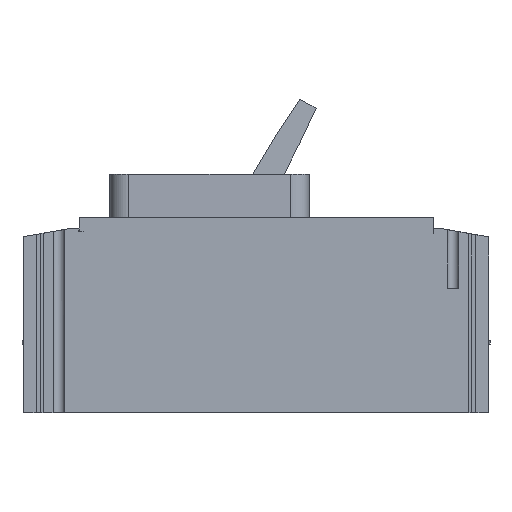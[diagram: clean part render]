
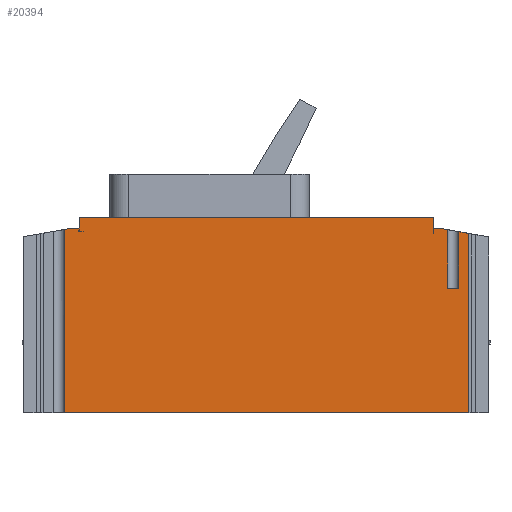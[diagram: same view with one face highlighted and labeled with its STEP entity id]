
A CAD part, left-side view. The second image highlights one B-rep face of the part: STEP entity #20394.
In plain terms, the highlighted planar face has unit normal (-1, 0, 0).
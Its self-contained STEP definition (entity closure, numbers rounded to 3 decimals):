
#59=DIRECTION('',(0.,0.,-1.));
#60=VECTOR('',#59,8.4);
#61=CARTESIAN_POINT('',(-60.,29.8,105.));
#62=LINE('',#61,#60);
#66=DIRECTION('',(0.,-1.,0.));
#67=VECTOR('',#66,0.3);
#68=CARTESIAN_POINT('',(-60.,29.8,96.6));
#69=LINE('',#68,#67);
#73=DIRECTION('',(0.,0.,1.));
#74=VECTOR('',#73,2.4);
#75=CARTESIAN_POINT('',(-60.,29.5,96.6));
#76=LINE('',#75,#74);
#80=DIRECTION('',(0.,-1.,0.));
#81=VECTOR('',#80,4.5);
#82=CARTESIAN_POINT('',(-60.,29.5,99.));
#83=LINE('',#82,#81);
#87=DIRECTION('',(0.,-0.985,-0.173));
#88=VECTOR('',#87,3.046);
#89=CARTESIAN_POINT('',(-60.,25.,99.));
#90=LINE('',#89,#88);
#94=DIRECTION('',(0.,0.,1.));
#95=VECTOR('',#94,31.472);
#96=CARTESIAN_POINT('',(-60.,22.,67.));
#97=LINE('',#96,#95);
#101=DIRECTION('',(0.,1.,0.));
#102=VECTOR('',#101,6.);
#103=CARTESIAN_POINT('',(-60.,16.,67.));
#104=LINE('',#103,#102);
#108=DIRECTION('',(0.,0.,1.));
#109=VECTOR('',#108,30.416);
#110=CARTESIAN_POINT('',(-60.,16.,67.));
#111=LINE('',#110,#109);
#115=DIRECTION('',(0.,-0.985,-0.173));
#116=VECTOR('',#115,5.382);
#117=CARTESIAN_POINT('',(-60.,16.,97.416));
#118=LINE('',#117,#116);
#122=DIRECTION('',(0.,0.,-1.));
#123=VECTOR('',#122,96.482);
#124=CARTESIAN_POINT('',(-60.,10.7,96.482));
#125=LINE('',#124,#123);
#129=DIRECTION('',(0.,1.,0.));
#130=VECTOR('',#129,217.2);
#131=CARTESIAN_POINT('',(-60.,10.7,0.));
#132=LINE('',#131,#130);
#136=DIRECTION('',(0.,0.,1.));
#137=VECTOR('',#136,98.588);
#138=CARTESIAN_POINT('',(-60.,227.9,0.));
#139=LINE('',#138,#137);
#143=DIRECTION('',(0.,-0.985,0.174));
#144=VECTOR('',#143,2.945);
#145=CARTESIAN_POINT('',(-60.,227.9,98.588));
#146=LINE('',#145,#144);
#150=DIRECTION('',(0.,-1.,0.));
#151=VECTOR('',#150,4.8);
#152=CARTESIAN_POINT('',(-60.,225.,99.1));
#153=LINE('',#152,#151);
#157=DIRECTION('',(0.,0.,-1.));
#158=VECTOR('',#157,1.6);
#159=CARTESIAN_POINT('',(-60.,220.2,99.1));
#160=LINE('',#159,#158);
#164=DIRECTION('',(0.,-1.,0.));
#165=VECTOR('',#164,2.2);
#166=CARTESIAN_POINT('',(-60.,220.2,97.5));
#167=LINE('',#166,#165);
#171=DIRECTION('',(0.,0.,1.));
#172=VECTOR('',#171,0.2);
#173=CARTESIAN_POINT('',(-60.,218.,97.5));
#174=LINE('',#173,#172);
#178=DIRECTION('',(0.,1.,0.));
#179=VECTOR('',#178,2.);
#180=CARTESIAN_POINT('',(-60.,218.,97.7));
#181=LINE('',#180,#179);
#185=DIRECTION('',(0.,0.,1.));
#186=VECTOR('',#185,7.3);
#187=CARTESIAN_POINT('',(-60.,220.,97.7));
#188=LINE('',#187,#186);
#11493=DIRECTION('',(0.,1.,0.));
#11494=VECTOR('',#11493,190.2);
#11495=CARTESIAN_POINT('',(-60.,29.8,105.));
#11496=LINE('',#11495,#11494);
#17276=CARTESIAN_POINT('',(-60.,225.,99.1));
#17277=CARTESIAN_POINT('',(-60.,220.2,99.1));
#17278=VERTEX_POINT('',#17276);
#17279=VERTEX_POINT('',#17277);
#17280=CARTESIAN_POINT('',(-60.,220.2,97.5));
#17281=VERTEX_POINT('',#17280);
#17282=CARTESIAN_POINT('',(-60.,218.,97.5));
#17283=VERTEX_POINT('',#17282);
#17284=CARTESIAN_POINT('',(-60.,218.,97.7));
#17285=VERTEX_POINT('',#17284);
#17286=CARTESIAN_POINT('',(-60.,220.,97.7));
#17287=VERTEX_POINT('',#17286);
#17288=CARTESIAN_POINT('',(-60.,220.,105.));
#17289=VERTEX_POINT('',#17288);
#17290=CARTESIAN_POINT('',(-60.,29.8,105.));
#17291=CARTESIAN_POINT('',(-60.,29.8,96.6));
#17292=VERTEX_POINT('',#17290);
#17293=VERTEX_POINT('',#17291);
#17294=CARTESIAN_POINT('',(-60.,29.5,96.6));
#17295=VERTEX_POINT('',#17294);
#17296=CARTESIAN_POINT('',(-60.,29.5,99.));
#17297=VERTEX_POINT('',#17296);
#17298=CARTESIAN_POINT('',(-60.,25.,99.));
#17299=VERTEX_POINT('',#17298);
#17328=CARTESIAN_POINT('',(-60.,227.9,0.));
#17329=CARTESIAN_POINT('',(-60.,227.9,98.588));
#17330=VERTEX_POINT('',#17328);
#17331=VERTEX_POINT('',#17329);
#17336=CARTESIAN_POINT('',(-60.,10.7,96.482));
#17337=CARTESIAN_POINT('',(-60.,10.7,0.));
#17338=VERTEX_POINT('',#17336);
#17339=VERTEX_POINT('',#17337);
#19064=CARTESIAN_POINT('',(-60.,16.,67.));
#19065=CARTESIAN_POINT('',(-60.,22.,67.));
#19066=VERTEX_POINT('',#19064);
#19067=VERTEX_POINT('',#19065);
#19068=CARTESIAN_POINT('',(-60.,22.,98.472));
#19069=VERTEX_POINT('',#19068);
#19070=CARTESIAN_POINT('',(-60.,16.,97.416));
#19071=VERTEX_POINT('',#19070);
#20347=CARTESIAN_POINT('',(-60.,0.,0.));
#20348=DIRECTION('',(1.,0.,0.));
#20349=DIRECTION('',(0.,0.,-1.));
#20350=AXIS2_PLACEMENT_3D('',#20347,#20348,#20349);
#20351=PLANE('',#20350);
#20353=ORIENTED_EDGE('',*,*,#20352,.F.);
#20355=ORIENTED_EDGE('',*,*,#20354,.T.);
#20357=ORIENTED_EDGE('',*,*,#20356,.T.);
#20359=ORIENTED_EDGE('',*,*,#20358,.T.);
#20361=ORIENTED_EDGE('',*,*,#20360,.T.);
#20363=ORIENTED_EDGE('',*,*,#20362,.T.);
#20365=ORIENTED_EDGE('',*,*,#20364,.F.);
#20367=ORIENTED_EDGE('',*,*,#20366,.F.);
#20369=ORIENTED_EDGE('',*,*,#20368,.T.);
#20371=ORIENTED_EDGE('',*,*,#20370,.T.);
#20373=ORIENTED_EDGE('',*,*,#20372,.T.);
#20375=ORIENTED_EDGE('',*,*,#20374,.T.);
#20377=ORIENTED_EDGE('',*,*,#20376,.T.);
#20379=ORIENTED_EDGE('',*,*,#20378,.T.);
#20381=ORIENTED_EDGE('',*,*,#20380,.T.);
#20383=ORIENTED_EDGE('',*,*,#20382,.T.);
#20385=ORIENTED_EDGE('',*,*,#20384,.T.);
#20387=ORIENTED_EDGE('',*,*,#20386,.T.);
#20389=ORIENTED_EDGE('',*,*,#20388,.T.);
#20391=ORIENTED_EDGE('',*,*,#20390,.T.);
#20392=EDGE_LOOP('',(#20353,#20355,#20357,#20359,#20361,#20363,#20365,#20367,
#20369,#20371,#20373,#20375,#20377,#20379,#20381,#20383,#20385,#20387,#20389,
#20391));
#20393=FACE_OUTER_BOUND('',#20392,.F.);
#20394=ADVANCED_FACE('',(#20393),#20351,.F.);
#20352=EDGE_CURVE('',#17292,#17289,#11496,.T.);
#20354=EDGE_CURVE('',#17292,#17293,#62,.T.);
#20356=EDGE_CURVE('',#17293,#17295,#69,.T.);
#20358=EDGE_CURVE('',#17295,#17297,#76,.T.);
#20360=EDGE_CURVE('',#17297,#17299,#83,.T.);
#20362=EDGE_CURVE('',#17299,#19069,#90,.T.);
#20364=EDGE_CURVE('',#19067,#19069,#97,.T.);
#20366=EDGE_CURVE('',#19066,#19067,#104,.T.);
#20368=EDGE_CURVE('',#19066,#19071,#111,.T.);
#20370=EDGE_CURVE('',#19071,#17338,#118,.T.);
#20372=EDGE_CURVE('',#17338,#17339,#125,.T.);
#20374=EDGE_CURVE('',#17339,#17330,#132,.T.);
#20376=EDGE_CURVE('',#17330,#17331,#139,.T.);
#20378=EDGE_CURVE('',#17331,#17278,#146,.T.);
#20380=EDGE_CURVE('',#17278,#17279,#153,.T.);
#20382=EDGE_CURVE('',#17279,#17281,#160,.T.);
#20384=EDGE_CURVE('',#17281,#17283,#167,.T.);
#20386=EDGE_CURVE('',#17283,#17285,#174,.T.);
#20388=EDGE_CURVE('',#17285,#17287,#181,.T.);
#20390=EDGE_CURVE('',#17287,#17289,#188,.T.);
